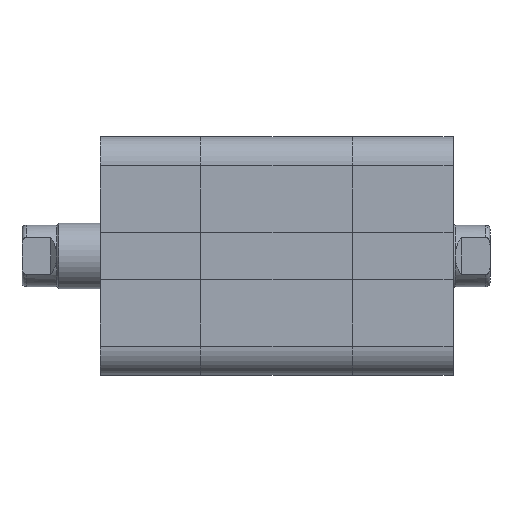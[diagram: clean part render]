
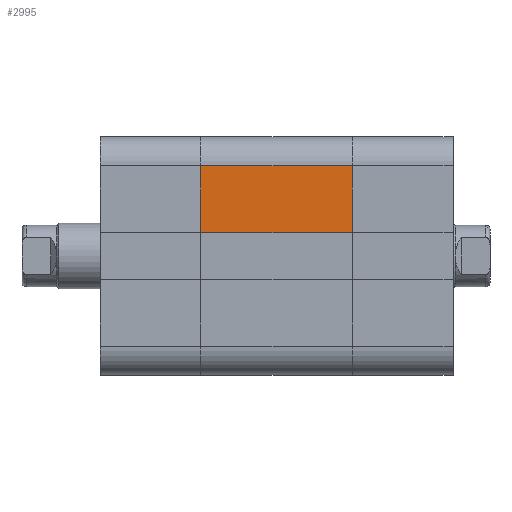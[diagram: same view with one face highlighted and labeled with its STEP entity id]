
A CAD part, front view. The second image highlights one B-rep face of the part: STEP entity #2995.
In plain terms, the highlighted planar face has unit normal (0, -1, 0).
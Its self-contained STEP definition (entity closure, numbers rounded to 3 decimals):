
#201 = CARTESIAN_POINT ( 'NONE',  ( -11., -14.5, -18.5 ) ) ;
#205 = CARTESIAN_POINT ( 'NONE',  ( -2.85, -14.5, -18.5 ) ) ;
#207 = DIRECTION ( 'NONE',  ( 1., 0., 0. ) ) ;
#209 = DIRECTION ( 'NONE',  ( 0., 0., 1. ) ) ;
#229 = CARTESIAN_POINT ( 'NONE',  ( -11., -14.5, 0. ) ) ;
#230 = DIRECTION ( 'NONE',  ( 1., 0., 0. ) ) ;
#269 = CARTESIAN_POINT ( 'NONE',  ( -11., -14.5, -18.5 ) ) ;
#270 = DIRECTION ( 'NONE',  ( 0., 0., 1. ) ) ;
#871 = CARTESIAN_POINT ( 'NONE',  ( -11., -14.5, -18.5 ) ) ;
#872 = PLANE ( 'NONE',  #2123 ) ;
#874 = DIRECTION ( 'NONE',  ( 0., -1., 0. ) ) ;
#875 = DIRECTION ( 'NONE',  ( 0., 0., -1. ) ) ;
#966 = CARTESIAN_POINT ( 'NONE',  ( -2.85, -14.5, -18.5 ) ) ;
#1128 = CARTESIAN_POINT ( 'NONE',  ( -11., -14.5, -18.5 ) ) ;
#1140 = CARTESIAN_POINT ( 'NONE',  ( -2.85, -14.5, 0. ) ) ;
#1156 = CARTESIAN_POINT ( 'NONE',  ( -11., -14.5, 0. ) ) ;
#1770 = EDGE_CURVE ( 'NONE', #3674, #3395, #5338, .T. ) ;
#1771 = EDGE_CURVE ( 'NONE', #3395, #3723, #5345, .T. ) ;
#1781 = EDGE_CURVE ( 'NONE', #3741, #3723, #5376, .T. ) ;
#1797 = EDGE_CURVE ( 'NONE', #3674, #3741, #5394, .T. ) ;
#2123 = AXIS2_PLACEMENT_3D ( 'NONE', #871, #874, #875 ) ;
#2435 = FACE_OUTER_BOUND ( 'NONE', #2589, .T. ) ;
#2589 = EDGE_LOOP ( 'NONE', ( #3073, #3074, #3068, #3080 ) ) ;
#2995 = ADVANCED_FACE ( 'NONE', ( #2435 ), #872, .T. ) ;
#3068 = ORIENTED_EDGE ( 'NONE', *, *, #1797, .F. ) ;
#3073 = ORIENTED_EDGE ( 'NONE', *, *, #1771, .T. ) ;
#3074 = ORIENTED_EDGE ( 'NONE', *, *, #1781, .F. ) ;
#3080 = ORIENTED_EDGE ( 'NONE', *, *, #1770, .T. ) ;
#3395 = VERTEX_POINT ( 'NONE', #966 ) ;
#3674 = VERTEX_POINT ( 'NONE', #1128 ) ;
#3723 = VERTEX_POINT ( 'NONE', #1140 ) ;
#3741 = VERTEX_POINT ( 'NONE', #1156 ) ;
#5338 = LINE ( 'NONE', #201, #5356 ) ;
#5345 = LINE ( 'NONE', #205, #5358 ) ;
#5356 = VECTOR ( 'NONE', #207, 1000. ) ;
#5358 = VECTOR ( 'NONE', #209, 1000. ) ;
#5376 = LINE ( 'NONE', #229, #5377 ) ;
#5377 = VECTOR ( 'NONE', #230, 1000. ) ;
#5394 = LINE ( 'NONE', #269, #5398 ) ;
#5398 = VECTOR ( 'NONE', #270, 1000. ) ;
